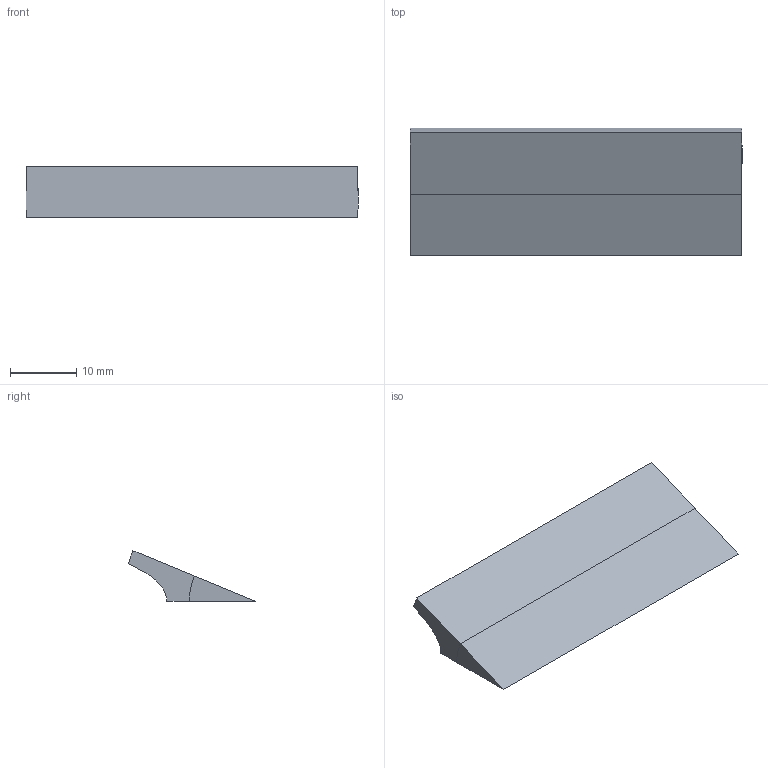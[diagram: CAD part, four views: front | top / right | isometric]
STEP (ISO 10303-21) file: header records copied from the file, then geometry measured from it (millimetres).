
FILE_DESCRIPTION(/* description */ ('STEP AP203'),/* implementation_level */ '2;1');
FILE_NAME(/* name */ 'Triangular',/* time_stamp */ '2024-12-22T09:50:07+03:30',/* author */ (' '),/* organization */ (' '),/* preprocessor_version */ 'ST-DEVELOPER v19.4',/* originating_system */ ' ',/* authorisation */ ' ');
FILE_SCHEMA (('CONFIG_CONTROL_DESIGN'));
Length unit declared in the file: metre
Products named in the file (2): id2; id5
Bounding box: 50 x 19.18 x 7.65 mm (x, y, z)
Volume: 2641.3 mm3; surface area: 2699.8 mm2
Topology: 2 solids, 2 shells, 12 faces, 24 edges, 16 vertices
Faces by surface type: plane 8, cylinder 3, bspline 1
Entity records: 361 total; most frequent: CARTESIAN_POINT 63, DIRECTION 58, ORIENTED_EDGE 48, EDGE_CURVE 24, AXIS2_PLACEMENT_3D 21, VERTEX_POINT 16, LINE 16, VECTOR 16
